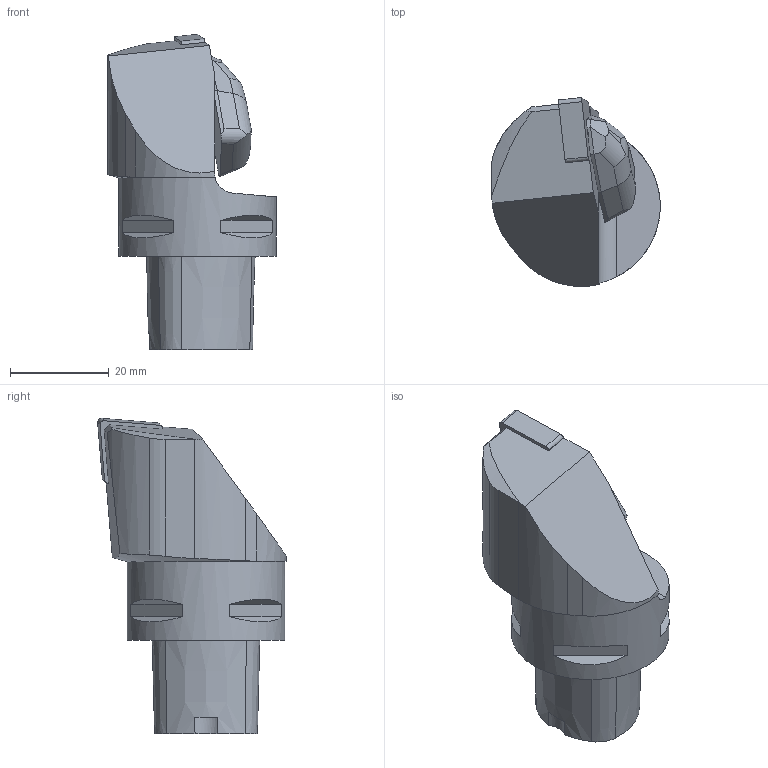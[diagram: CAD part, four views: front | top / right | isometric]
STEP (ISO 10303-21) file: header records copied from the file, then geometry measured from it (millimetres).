
FILE_DESCRIPTION(/* description */ (''),/* implementation_level */ '2;1');
FILE_NAME(/* name */ '10010420181_stp.stp',/* time_stamp */ '2017-08-02T07:57:01+02:00',/* author */ (''),/* organization */ (''),/* preprocessor_version */ 'ST-DEVELOPER v15',/* originating_system */ 'SIEMENS PLM Software NX 9.0',/* authorisation */ '');
FILE_SCHEMA (('AUTOMOTIVE_DESIGN { 1 0 10303 214 3 1 1 1 }'));
Length unit declared in the file: millimetre
Products named in the file (1): reic089062A21ks5
Bounding box: 34.19 x 38.29 x 64 mm (x, y, z)
Volume: 33834 mm3; surface area: 8088.3 mm2
Topology: 2 solids, 2 shells, 88 faces, 235 edges, 155 vertices
Faces by surface type: plane 56, cylinder 25, cone 7
Full cylindrical faces by diameter (mm): 5.16 x2, 32 x1
Entity records: 2792 total; most frequent: CARTESIAN_POINT 568, ORIENTED_EDGE 458, DIRECTION 445, EDGE_CURVE 229, AXIS2_PLACEMENT_3D 154, VERTEX_POINT 152, LINE 137, VECTOR 137
